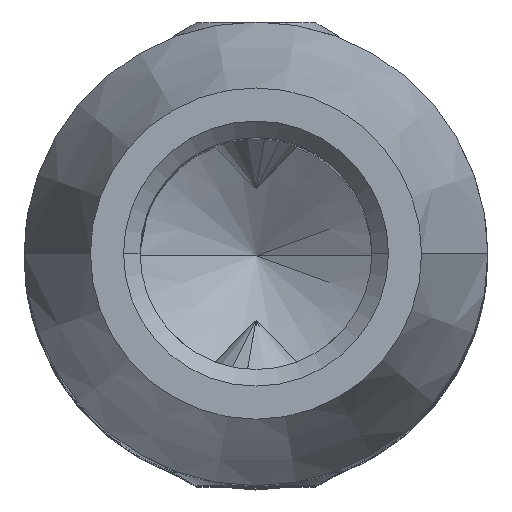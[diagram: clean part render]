
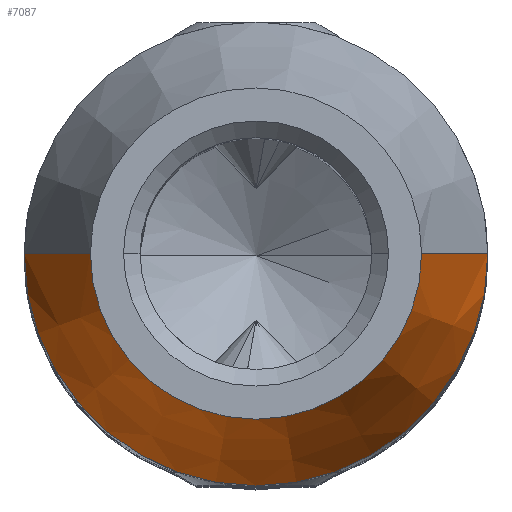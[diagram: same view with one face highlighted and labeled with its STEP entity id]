
A CAD part, top view. The second image highlights one B-rep face of the part: STEP entity #7087.
In plain terms, the highlighted conical face has half-angle 19.983 degrees and reference radius 5 mm.
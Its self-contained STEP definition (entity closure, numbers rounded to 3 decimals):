
#343 = EDGE_CURVE ( 'NONE', #8261, #8582, #16101, .T. ) ;
#406 = CARTESIAN_POINT ( 'NONE',  ( 0., 0., 22. ) ) ;
#712 = VECTOR ( 'NONE', #14127, 1000. ) ;
#1005 = FACE_OUTER_BOUND ( 'NONE', #15724, .T. ) ;
#1338 = AXIS2_PLACEMENT_3D ( 'NONE', #406, #4807, #6462 ) ;
#1655 = DIRECTION ( 'NONE',  ( -0.342, 0., -0.94 ) ) ;
#2807 = CARTESIAN_POINT ( 'NONE',  ( 7., 0., 16.5 ) ) ;
#4072 = AXIS2_PLACEMENT_3D ( 'NONE', #12311, #12036, #9092 ) ;
#4391 = EDGE_CURVE ( 'NONE', #12406, #13676, #8620, .T. ) ;
#4757 = ORIENTED_EDGE ( 'NONE', *, *, #6051, .T. ) ;
#4807 = DIRECTION ( 'NONE',  ( 0., 0., -1. ) ) ;
#5077 = DIRECTION ( 'NONE',  ( -1., 0., 0. ) ) ;
#5151 = CARTESIAN_POINT ( 'NONE',  ( 0., 0., 22. ) ) ;
#5292 = CARTESIAN_POINT ( 'NONE',  ( -5., 0., 22. ) ) ;
#5794 = ORIENTED_EDGE ( 'NONE', *, *, #8570, .F. ) ;
#6029 = AXIS2_PLACEMENT_3D ( 'NONE', #5151, #16115, #5077 ) ;
#6051 = EDGE_CURVE ( 'NONE', #8261, #12406, #11748, .T. ) ;
#6462 = DIRECTION ( 'NONE',  ( -1., 0., 0. ) ) ;
#7087 = ADVANCED_FACE ( 'NONE', ( #1005 ), #14162, .T. ) ;
#8261 = VERTEX_POINT ( 'NONE', #18670 ) ;
#8570 = EDGE_CURVE ( 'NONE', #8582, #13676, #10003, .T. ) ;
#8582 = VERTEX_POINT ( 'NONE', #2807 ) ;
#8620 = LINE ( 'NONE', #18911, #16168 ) ;
#9092 = DIRECTION ( 'NONE',  ( -1., 0., 0. ) ) ;
#10003 = CIRCLE ( 'NONE', #4072, 7. ) ;
#11748 = CIRCLE ( 'NONE', #1338, 5. ) ;
#12036 = DIRECTION ( 'NONE',  ( 0., 0., -1. ) ) ;
#12311 = CARTESIAN_POINT ( 'NONE',  ( 0., 0., 16.5 ) ) ;
#12406 = VERTEX_POINT ( 'NONE', #5292 ) ;
#12828 = CARTESIAN_POINT ( 'NONE',  ( 5., 0., 22. ) ) ;
#13676 = VERTEX_POINT ( 'NONE', #13885 ) ;
#13885 = CARTESIAN_POINT ( 'NONE',  ( -7., 0., 16.5 ) ) ;
#14127 = DIRECTION ( 'NONE',  ( 0.342, 0., -0.94 ) ) ;
#14162 = CONICAL_SURFACE ( 'NONE', #6029, 5., 0.349 ) ;
#15247 = ORIENTED_EDGE ( 'NONE', *, *, #343, .F. ) ;
#15724 = EDGE_LOOP ( 'NONE', ( #15247, #4757, #17415, #5794 ) ) ;
#16101 = LINE ( 'NONE', #12828, #712 ) ;
#16115 = DIRECTION ( 'NONE',  ( 0., 0., -1. ) ) ;
#16168 = VECTOR ( 'NONE', #1655, 1000. ) ;
#17415 = ORIENTED_EDGE ( 'NONE', *, *, #4391, .T. ) ;
#18670 = CARTESIAN_POINT ( 'NONE',  ( 5., 0., 22. ) ) ;
#18911 = CARTESIAN_POINT ( 'NONE',  ( -5., 0., 22. ) ) ;
